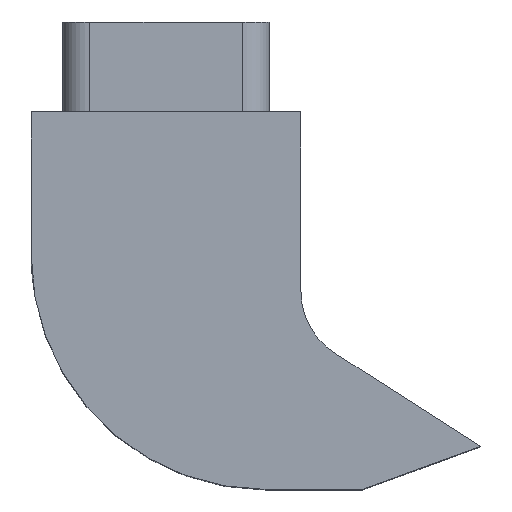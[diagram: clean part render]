
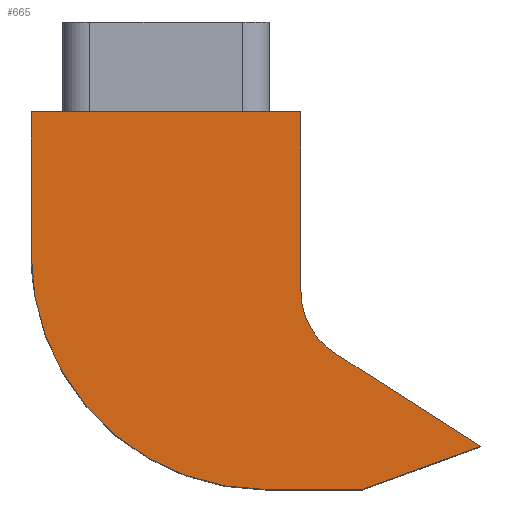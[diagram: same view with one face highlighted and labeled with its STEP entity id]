
A CAD part, top view. The second image highlights one B-rep face of the part: STEP entity #665.
In plain terms, the highlighted planar face has unit normal (0, 0, 1).
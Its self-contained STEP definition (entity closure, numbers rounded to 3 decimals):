
#24 = VERTEX_POINT('',#25);
#25 = CARTESIAN_POINT('',(0.,0.,9.5));
#32 = PLANE('',#33);
#33 = AXIS2_PLACEMENT_3D('',#34,#35,#36);
#34 = CARTESIAN_POINT('',(0.,0.,-9.5));
#35 = DIRECTION('',(1.,0.,0.));
#36 = DIRECTION('',(0.,-1.,0.));
#44 = PLANE('',#45);
#45 = AXIS2_PLACEMENT_3D('',#46,#47,#48);
#46 = CARTESIAN_POINT('',(0.,0.,-9.5));
#47 = DIRECTION('',(0.,-1.,0.));
#48 = DIRECTION('',(-1.,0.,0.));
#56 = EDGE_CURVE('',#24,#57,#59,.T.);
#57 = VERTEX_POINT('',#58);
#58 = CARTESIAN_POINT('',(0.,-10.,9.5));
#59 = SURFACE_CURVE('',#60,(#64,#71),.PCURVE_S1.);
#60 = LINE('',#61,#62);
#61 = CARTESIAN_POINT('',(0.,0.,9.5));
#62 = VECTOR('',#63,1.);
#63 = DIRECTION('',(0.,-1.,0.));
#64 = PCURVE('',#32,#65);
#65 = DEFINITIONAL_REPRESENTATION('',(#66),#70);
#66 = LINE('',#67,#68);
#67 = CARTESIAN_POINT('',(0.,-19.));
#68 = VECTOR('',#69,1.);
#69 = DIRECTION('',(1.,0.));
#70 = ( GEOMETRIC_REPRESENTATION_CONTEXT(2) 
PARAMETRIC_REPRESENTATION_CONTEXT() REPRESENTATION_CONTEXT('2D SPACE',''
  ) );
#71 = PCURVE('',#72,#77);
#72 = PLANE('',#73);
#73 = AXIS2_PLACEMENT_3D('',#74,#75,#76);
#74 = CARTESIAN_POINT('',(0.,0.,9.5));
#75 = DIRECTION('',(0.,0.,-1.));
#76 = DIRECTION('',(-1.,0.,0.));
#77 = DEFINITIONAL_REPRESENTATION('',(#78),#82);
#78 = LINE('',#79,#80);
#79 = CARTESIAN_POINT('',(0.,0.));
#80 = VECTOR('',#81,1.);
#81 = DIRECTION('',(0.,-1.));
#82 = ( GEOMETRIC_REPRESENTATION_CONTEXT(2) 
PARAMETRIC_REPRESENTATION_CONTEXT() REPRESENTATION_CONTEXT('2D SPACE',''
  ) );
#100 = CYLINDRICAL_SURFACE('',#101,4.047);
#101 = AXIS2_PLACEMENT_3D('',#102,#103,#104);
#102 = CARTESIAN_POINT('',(4.047,-10.,-9.5));
#103 = DIRECTION('',(-0.,-0.,-1.));
#104 = DIRECTION('',(1.,0.,0.));
#177 = EDGE_CURVE('',#24,#178,#180,.T.);
#178 = VERTEX_POINT('',#179);
#179 = CARTESIAN_POINT('',(-15.,0.,9.5));
#180 = SURFACE_CURVE('',#181,(#185,#192),.PCURVE_S1.);
#181 = LINE('',#182,#183);
#182 = CARTESIAN_POINT('',(0.,0.,9.5));
#183 = VECTOR('',#184,1.);
#184 = DIRECTION('',(-1.,0.,0.));
#185 = PCURVE('',#44,#186);
#186 = DEFINITIONAL_REPRESENTATION('',(#187),#191);
#187 = LINE('',#188,#189);
#188 = CARTESIAN_POINT('',(0.,-19.));
#189 = VECTOR('',#190,1.);
#190 = DIRECTION('',(1.,0.));
#191 = ( GEOMETRIC_REPRESENTATION_CONTEXT(2) 
PARAMETRIC_REPRESENTATION_CONTEXT() REPRESENTATION_CONTEXT('2D SPACE',''
  ) );
#192 = PCURVE('',#72,#193);
#193 = DEFINITIONAL_REPRESENTATION('',(#194),#198);
#194 = LINE('',#195,#196);
#195 = CARTESIAN_POINT('',(0.,0.));
#196 = VECTOR('',#197,1.);
#197 = DIRECTION('',(1.,0.));
#198 = ( GEOMETRIC_REPRESENTATION_CONTEXT(2) 
PARAMETRIC_REPRESENTATION_CONTEXT() REPRESENTATION_CONTEXT('2D SPACE',''
  ) );
#216 = PLANE('',#217);
#217 = AXIS2_PLACEMENT_3D('',#218,#219,#220);
#218 = CARTESIAN_POINT('',(-15.,0.,-9.5));
#219 = DIRECTION('',(1.,0.,0.));
#220 = DIRECTION('',(0.,-1.,0.));
#543 = CYLINDRICAL_SURFACE('',#544,13.);
#544 = AXIS2_PLACEMENT_3D('',#545,#546,#547);
#545 = CARTESIAN_POINT('',(-2.,-8.,-9.5));
#546 = DIRECTION('',(-0.,-0.,-1.));
#547 = DIRECTION('',(1.,0.,0.));
#571 = PLANE('',#572);
#572 = AXIS2_PLACEMENT_3D('',#573,#574,#575);
#573 = CARTESIAN_POINT('',(-2.,-21.,-9.5));
#574 = DIRECTION('',(0.,1.,0.));
#575 = DIRECTION('',(1.,0.,0.));
#599 = PLANE('',#600);
#600 = AXIS2_PLACEMENT_3D('',#601,#602,#603);
#601 = CARTESIAN_POINT('',(3.42,-21.,-9.5));
#602 = DIRECTION('',(-0.342,0.94,0.));
#603 = DIRECTION('',(0.94,0.342,0.));
#627 = PLANE('',#628);
#628 = AXIS2_PLACEMENT_3D('',#629,#630,#631);
#629 = CARTESIAN_POINT('',(1.998,-13.49,-9.5));
#630 = DIRECTION('',(0.539,0.842,0.));
#631 = DIRECTION('',(0.842,-0.539,0.));
#665 = ADVANCED_FACE('',(#666),#72,.F.);
#666 = FACE_BOUND('',#667,.T.);
#667 = EDGE_LOOP('',(#668,#669,#692,#720,#743,#766,#789,#815));
#668 = ORIENTED_EDGE('',*,*,#177,.T.);
#669 = ORIENTED_EDGE('',*,*,#670,.T.);
#670 = EDGE_CURVE('',#178,#671,#673,.T.);
#671 = VERTEX_POINT('',#672);
#672 = CARTESIAN_POINT('',(-15.,-8.,9.5));
#673 = SURFACE_CURVE('',#674,(#678,#685),.PCURVE_S1.);
#674 = LINE('',#675,#676);
#675 = CARTESIAN_POINT('',(-15.,0.,9.5));
#676 = VECTOR('',#677,1.);
#677 = DIRECTION('',(0.,-1.,0.));
#678 = PCURVE('',#72,#679);
#679 = DEFINITIONAL_REPRESENTATION('',(#680),#684);
#680 = LINE('',#681,#682);
#681 = CARTESIAN_POINT('',(15.,0.));
#682 = VECTOR('',#683,1.);
#683 = DIRECTION('',(0.,-1.));
#684 = ( GEOMETRIC_REPRESENTATION_CONTEXT(2) 
PARAMETRIC_REPRESENTATION_CONTEXT() REPRESENTATION_CONTEXT('2D SPACE',''
  ) );
#685 = PCURVE('',#216,#686);
#686 = DEFINITIONAL_REPRESENTATION('',(#687),#691);
#687 = LINE('',#688,#689);
#688 = CARTESIAN_POINT('',(0.,-19.));
#689 = VECTOR('',#690,1.);
#690 = DIRECTION('',(1.,0.));
#691 = ( GEOMETRIC_REPRESENTATION_CONTEXT(2) 
PARAMETRIC_REPRESENTATION_CONTEXT() REPRESENTATION_CONTEXT('2D SPACE',''
  ) );
#692 = ORIENTED_EDGE('',*,*,#693,.T.);
#693 = EDGE_CURVE('',#671,#694,#696,.T.);
#694 = VERTEX_POINT('',#695);
#695 = CARTESIAN_POINT('',(-2.,-21.,9.5));
#696 = SURFACE_CURVE('',#697,(#702,#713),.PCURVE_S1.);
#697 = CIRCLE('',#698,13.);
#698 = AXIS2_PLACEMENT_3D('',#699,#700,#701);
#699 = CARTESIAN_POINT('',(-2.,-8.,9.5));
#700 = DIRECTION('',(0.,0.,1.));
#701 = DIRECTION('',(1.,0.,0.));
#702 = PCURVE('',#72,#703);
#703 = DEFINITIONAL_REPRESENTATION('',(#704),#712);
#704 = ( BOUNDED_CURVE() B_SPLINE_CURVE(2,(#705,#706,#707,#708,#709,#710
,#711),.UNSPECIFIED.,.F.,.F.) B_SPLINE_CURVE_WITH_KNOTS((1,2,2,2,2,1),(
    -2.094,0.,2.094,4.189,6.283,
8.378),.UNSPECIFIED.) CURVE() GEOMETRIC_REPRESENTATION_ITEM() 
RATIONAL_B_SPLINE_CURVE((1.,0.5,1.,0.5,1.,0.5,1.)) REPRESENTATION_ITEM(
  '') );
#705 = CARTESIAN_POINT('',(-11.,-8.));
#706 = CARTESIAN_POINT('',(-11.,14.517));
#707 = CARTESIAN_POINT('',(8.5,3.258));
#708 = CARTESIAN_POINT('',(28.,-8.));
#709 = CARTESIAN_POINT('',(8.5,-19.258));
#710 = CARTESIAN_POINT('',(-11.,-30.517));
#711 = CARTESIAN_POINT('',(-11.,-8.));
#712 = ( GEOMETRIC_REPRESENTATION_CONTEXT(2) 
PARAMETRIC_REPRESENTATION_CONTEXT() REPRESENTATION_CONTEXT('2D SPACE',''
  ) );
#713 = PCURVE('',#543,#714);
#714 = DEFINITIONAL_REPRESENTATION('',(#715),#719);
#715 = LINE('',#716,#717);
#716 = CARTESIAN_POINT('',(-0.,-19.));
#717 = VECTOR('',#718,1.);
#718 = DIRECTION('',(-1.,0.));
#719 = ( GEOMETRIC_REPRESENTATION_CONTEXT(2) 
PARAMETRIC_REPRESENTATION_CONTEXT() REPRESENTATION_CONTEXT('2D SPACE',''
  ) );
#720 = ORIENTED_EDGE('',*,*,#721,.T.);
#721 = EDGE_CURVE('',#694,#722,#724,.T.);
#722 = VERTEX_POINT('',#723);
#723 = CARTESIAN_POINT('',(3.42,-21.,9.5));
#724 = SURFACE_CURVE('',#725,(#729,#736),.PCURVE_S1.);
#725 = LINE('',#726,#727);
#726 = CARTESIAN_POINT('',(-2.,-21.,9.5));
#727 = VECTOR('',#728,1.);
#728 = DIRECTION('',(1.,0.,0.));
#729 = PCURVE('',#72,#730);
#730 = DEFINITIONAL_REPRESENTATION('',(#731),#735);
#731 = LINE('',#732,#733);
#732 = CARTESIAN_POINT('',(2.,-21.));
#733 = VECTOR('',#734,1.);
#734 = DIRECTION('',(-1.,0.));
#735 = ( GEOMETRIC_REPRESENTATION_CONTEXT(2) 
PARAMETRIC_REPRESENTATION_CONTEXT() REPRESENTATION_CONTEXT('2D SPACE',''
  ) );
#736 = PCURVE('',#571,#737);
#737 = DEFINITIONAL_REPRESENTATION('',(#738),#742);
#738 = LINE('',#739,#740);
#739 = CARTESIAN_POINT('',(0.,-19.));
#740 = VECTOR('',#741,1.);
#741 = DIRECTION('',(1.,0.));
#742 = ( GEOMETRIC_REPRESENTATION_CONTEXT(2) 
PARAMETRIC_REPRESENTATION_CONTEXT() REPRESENTATION_CONTEXT('2D SPACE',''
  ) );
#743 = ORIENTED_EDGE('',*,*,#744,.T.);
#744 = EDGE_CURVE('',#722,#745,#747,.T.);
#745 = VERTEX_POINT('',#746);
#746 = CARTESIAN_POINT('',(9.998,-18.606,9.5));
#747 = SURFACE_CURVE('',#748,(#752,#759),.PCURVE_S1.);
#748 = LINE('',#749,#750);
#749 = CARTESIAN_POINT('',(3.42,-21.,9.5));
#750 = VECTOR('',#751,1.);
#751 = DIRECTION('',(0.94,0.342,0.));
#752 = PCURVE('',#72,#753);
#753 = DEFINITIONAL_REPRESENTATION('',(#754),#758);
#754 = LINE('',#755,#756);
#755 = CARTESIAN_POINT('',(-3.42,-21.));
#756 = VECTOR('',#757,1.);
#757 = DIRECTION('',(-0.94,0.342));
#758 = ( GEOMETRIC_REPRESENTATION_CONTEXT(2) 
PARAMETRIC_REPRESENTATION_CONTEXT() REPRESENTATION_CONTEXT('2D SPACE',''
  ) );
#759 = PCURVE('',#599,#760);
#760 = DEFINITIONAL_REPRESENTATION('',(#761),#765);
#761 = LINE('',#762,#763);
#762 = CARTESIAN_POINT('',(0.,-19.));
#763 = VECTOR('',#764,1.);
#764 = DIRECTION('',(1.,0.));
#765 = ( GEOMETRIC_REPRESENTATION_CONTEXT(2) 
PARAMETRIC_REPRESENTATION_CONTEXT() REPRESENTATION_CONTEXT('2D SPACE',''
  ) );
#766 = ORIENTED_EDGE('',*,*,#767,.F.);
#767 = EDGE_CURVE('',#768,#745,#770,.T.);
#768 = VERTEX_POINT('',#769);
#769 = CARTESIAN_POINT('',(1.998,-13.49,9.5));
#770 = SURFACE_CURVE('',#771,(#775,#782),.PCURVE_S1.);
#771 = LINE('',#772,#773);
#772 = CARTESIAN_POINT('',(1.998,-13.49,9.5));
#773 = VECTOR('',#774,1.);
#774 = DIRECTION('',(0.842,-0.539,0.));
#775 = PCURVE('',#72,#776);
#776 = DEFINITIONAL_REPRESENTATION('',(#777),#781);
#777 = LINE('',#778,#779);
#778 = CARTESIAN_POINT('',(-1.998,-13.49));
#779 = VECTOR('',#780,1.);
#780 = DIRECTION('',(-0.842,-0.539));
#781 = ( GEOMETRIC_REPRESENTATION_CONTEXT(2) 
PARAMETRIC_REPRESENTATION_CONTEXT() REPRESENTATION_CONTEXT('2D SPACE',''
  ) );
#782 = PCURVE('',#627,#783);
#783 = DEFINITIONAL_REPRESENTATION('',(#784),#788);
#784 = LINE('',#785,#786);
#785 = CARTESIAN_POINT('',(0.,-19.));
#786 = VECTOR('',#787,1.);
#787 = DIRECTION('',(1.,0.));
#788 = ( GEOMETRIC_REPRESENTATION_CONTEXT(2) 
PARAMETRIC_REPRESENTATION_CONTEXT() REPRESENTATION_CONTEXT('2D SPACE',''
  ) );
#789 = ORIENTED_EDGE('',*,*,#790,.F.);
#790 = EDGE_CURVE('',#57,#768,#791,.T.);
#791 = SURFACE_CURVE('',#792,(#797,#808),.PCURVE_S1.);
#792 = CIRCLE('',#793,4.047);
#793 = AXIS2_PLACEMENT_3D('',#794,#795,#796);
#794 = CARTESIAN_POINT('',(4.047,-10.,9.5));
#795 = DIRECTION('',(0.,0.,1.));
#796 = DIRECTION('',(1.,0.,0.));
#797 = PCURVE('',#72,#798);
#798 = DEFINITIONAL_REPRESENTATION('',(#799),#807);
#799 = ( BOUNDED_CURVE() B_SPLINE_CURVE(2,(#800,#801,#802,#803,#804,#805
,#806),.UNSPECIFIED.,.T.,.F.) B_SPLINE_CURVE_WITH_KNOTS((1,2,2,2,2,1),(
    -2.094,0.,2.094,4.189,6.283,
8.378),.UNSPECIFIED.) CURVE() GEOMETRIC_REPRESENTATION_ITEM() 
RATIONAL_B_SPLINE_CURVE((1.,0.5,1.,0.5,1.,0.5,1.)) REPRESENTATION_ITEM(
  '') );
#800 = CARTESIAN_POINT('',(-8.093,-10.));
#801 = CARTESIAN_POINT('',(-8.093,-2.991));
#802 = CARTESIAN_POINT('',(-2.023,-6.496));
#803 = CARTESIAN_POINT('',(4.047,-10.));
#804 = CARTESIAN_POINT('',(-2.023,-13.504));
#805 = CARTESIAN_POINT('',(-8.093,-17.009));
#806 = CARTESIAN_POINT('',(-8.093,-10.));
#807 = ( GEOMETRIC_REPRESENTATION_CONTEXT(2) 
PARAMETRIC_REPRESENTATION_CONTEXT() REPRESENTATION_CONTEXT('2D SPACE',''
  ) );
#808 = PCURVE('',#100,#809);
#809 = DEFINITIONAL_REPRESENTATION('',(#810),#814);
#810 = LINE('',#811,#812);
#811 = CARTESIAN_POINT('',(-0.,-19.));
#812 = VECTOR('',#813,1.);
#813 = DIRECTION('',(-1.,0.));
#814 = ( GEOMETRIC_REPRESENTATION_CONTEXT(2) 
PARAMETRIC_REPRESENTATION_CONTEXT() REPRESENTATION_CONTEXT('2D SPACE',''
  ) );
#815 = ORIENTED_EDGE('',*,*,#56,.F.);
